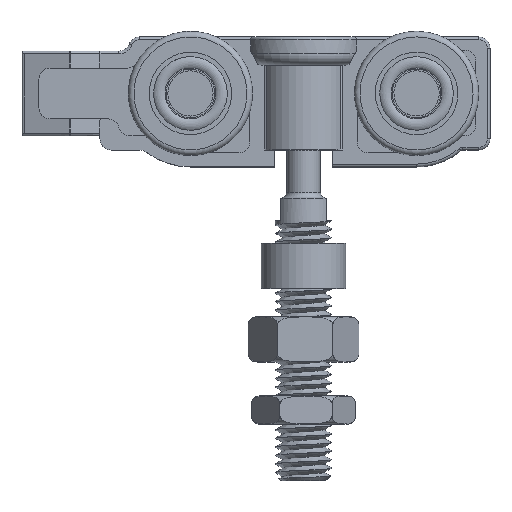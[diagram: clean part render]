
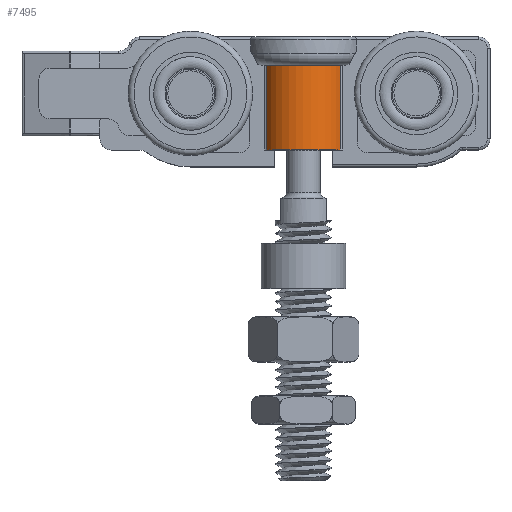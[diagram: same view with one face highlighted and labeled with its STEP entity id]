
A CAD part, top view. The second image highlights one B-rep face of the part: STEP entity #7495.
In plain terms, the highlighted cylindrical face has radius 7.5 mm (diameter 15 mm), a partial arc.
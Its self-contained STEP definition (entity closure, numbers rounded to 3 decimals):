
#610=FACE_OUTER_BOUND('',#1024,.T.);
#1024=EDGE_LOOP('',(#5562,#5563,#5564,#5565));
#1552=LINE('',#12337,#1962);
#1553=LINE('',#12343,#1963);
#1962=VECTOR('',#9909,10.);
#1963=VECTOR('',#9916,10.);
#2348=CIRCLE('',#8199,7.5);
#2349=CIRCLE('',#8200,7.5);
#3027=VERTEX_POINT('',#12334);
#3028=VERTEX_POINT('',#12336);
#3029=VERTEX_POINT('',#12340);
#3030=VERTEX_POINT('',#12342);
#3963=EDGE_CURVE('',#3027,#3028,#1552,.T.);
#3965=EDGE_CURVE('',#3027,#3029,#2348,.T.);
#3966=EDGE_CURVE('',#3030,#3029,#1553,.T.);
#3967=EDGE_CURVE('',#3030,#3028,#2349,.T.);
#5562=ORIENTED_EDGE('',*,*,#3963,.F.);
#5563=ORIENTED_EDGE('',*,*,#3965,.T.);
#5564=ORIENTED_EDGE('',*,*,#3966,.F.);
#5565=ORIENTED_EDGE('',*,*,#3967,.T.);
#6796=CYLINDRICAL_SURFACE('',#8198,7.5);
#7495=ADVANCED_FACE('',(#610),#6796,.T.);
#8198=AXIS2_PLACEMENT_3D('',#12339,#9912,#9913);
#8199=AXIS2_PLACEMENT_3D('',#12341,#9914,#9915);
#8200=AXIS2_PLACEMENT_3D('',#12344,#9917,#9918);
#9909=DIRECTION('',(0.,-1.,0.));
#9912=DIRECTION('center_axis',(0.,-1.,0.));
#9913=DIRECTION('ref_axis',(-1.,0.,0.));
#9914=DIRECTION('center_axis',(0.,-1.,0.));
#9915=DIRECTION('ref_axis',(-1.,0.,0.));
#9916=DIRECTION('',(0.,1.,0.));
#9917=DIRECTION('center_axis',(0.,1.,0.));
#9918=DIRECTION('ref_axis',(-1.,0.,0.));
#12334=CARTESIAN_POINT('',(34.945,8.626,7.25));
#12336=CARTESIAN_POINT('',(34.945,-6.374,7.25));
#12337=CARTESIAN_POINT('',(34.945,13.626,7.25));
#12339=CARTESIAN_POINT('Origin',(28.45,13.626,3.5));
#12340=CARTESIAN_POINT('',(21.955,8.626,7.25));
#12341=CARTESIAN_POINT('Origin',(28.45,8.626,3.5));
#12342=CARTESIAN_POINT('',(21.955,-6.374,7.25));
#12343=CARTESIAN_POINT('',(21.955,13.626,7.25));
#12344=CARTESIAN_POINT('Origin',(28.45,-6.374,3.5));
